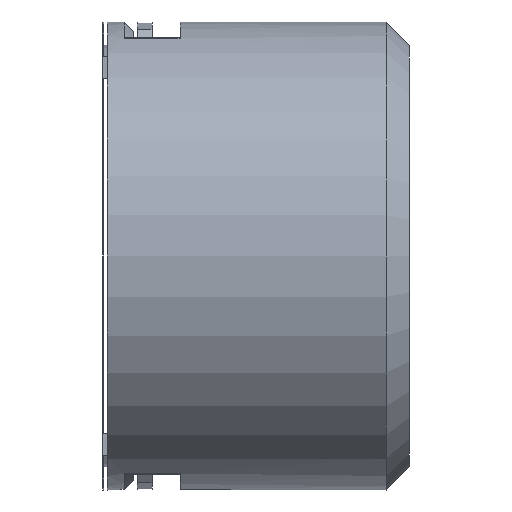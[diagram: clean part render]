
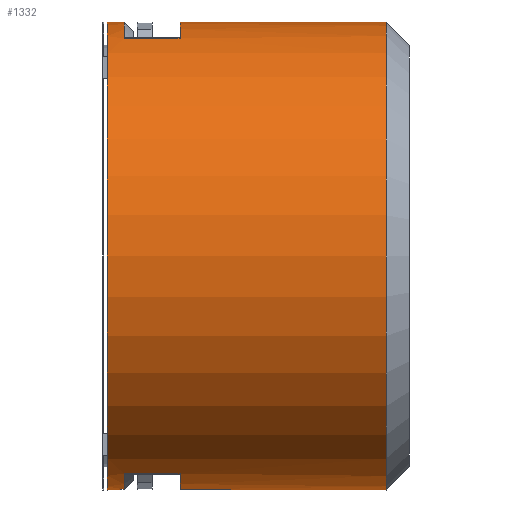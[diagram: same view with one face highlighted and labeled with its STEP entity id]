
A CAD part, front view. The second image highlights one B-rep face of the part: STEP entity #1332.
In plain terms, the highlighted cylindrical face has radius 12.55 mm (diameter 25.1 mm), a full revolution.
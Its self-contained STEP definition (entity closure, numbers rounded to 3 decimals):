
#37=FACE_BOUND('',#223,.T.);
#149=FACE_OUTER_BOUND('',#222,.T.);
#222=EDGE_LOOP('',(#1077,#1078,#1079,#1080,#1081,#1082,#1083,#1084,#1085,
#1086,#1087,#1088));
#223=EDGE_LOOP('',(#1089,#1090,#1091,#1092));
#272=LINE('',#2005,#381);
#274=LINE('',#2017,#383);
#284=LINE('',#2073,#393);
#286=LINE('',#2085,#395);
#319=LINE('',#2257,#428);
#320=LINE('',#2258,#429);
#381=VECTOR('',#1576,10.);
#383=VECTOR('',#1588,10.);
#393=VECTOR('',#1616,10.);
#395=VECTOR('',#1628,10.);
#428=VECTOR('',#1777,12.55);
#429=VECTOR('',#1778,12.55);
#502=CIRCLE('',#1436,12.55);
#505=CIRCLE('',#1441,12.55);
#506=CIRCLE('',#1442,12.55);
#509=CIRCLE('',#1447,12.55);
#511=CIRCLE('',#1450,12.55);
#514=CIRCLE('',#1453,12.55);
#524=CIRCLE('',#1484,12.55);
#525=CIRCLE('',#1487,12.55);
#562=VERTEX_POINT('',#1990);
#564=VERTEX_POINT('',#2004);
#568=VERTEX_POINT('',#2014);
#569=VERTEX_POINT('',#2016);
#580=VERTEX_POINT('',#2058);
#582=VERTEX_POINT('',#2072);
#586=VERTEX_POINT('',#2082);
#587=VERTEX_POINT('',#2084);
#592=VERTEX_POINT('',#2117);
#594=VERTEX_POINT('',#2128);
#627=VERTEX_POINT('',#2250);
#628=VERTEX_POINT('',#2255);
#695=EDGE_CURVE('',#562,#564,#272,.T.);
#701=EDGE_CURVE('',#568,#569,#274,.T.);
#717=EDGE_CURVE('',#580,#582,#284,.T.);
#723=EDGE_CURVE('',#586,#587,#286,.T.);
#732=EDGE_CURVE('',#587,#580,#502,.T.);
#735=EDGE_CURVE('',#569,#592,#505,.T.);
#736=EDGE_CURVE('',#592,#562,#506,.T.);
#739=EDGE_CURVE('',#586,#582,#509,.T.);
#741=EDGE_CURVE('',#568,#594,#511,.T.);
#744=EDGE_CURVE('',#594,#564,#514,.T.);
#794=EDGE_CURVE('',#627,#627,#524,.T.);
#795=EDGE_CURVE('',#628,#628,#525,.T.);
#796=EDGE_CURVE('',#628,#592,#319,.T.);
#797=EDGE_CURVE('',#594,#627,#320,.T.);
#1077=ORIENTED_EDGE('',*,*,#795,.F.);
#1078=ORIENTED_EDGE('',*,*,#796,.T.);
#1079=ORIENTED_EDGE('',*,*,#735,.F.);
#1080=ORIENTED_EDGE('',*,*,#701,.F.);
#1081=ORIENTED_EDGE('',*,*,#741,.T.);
#1082=ORIENTED_EDGE('',*,*,#797,.T.);
#1083=ORIENTED_EDGE('',*,*,#794,.F.);
#1084=ORIENTED_EDGE('',*,*,#797,.F.);
#1085=ORIENTED_EDGE('',*,*,#744,.T.);
#1086=ORIENTED_EDGE('',*,*,#695,.F.);
#1087=ORIENTED_EDGE('',*,*,#736,.F.);
#1088=ORIENTED_EDGE('',*,*,#796,.F.);
#1089=ORIENTED_EDGE('',*,*,#732,.F.);
#1090=ORIENTED_EDGE('',*,*,#723,.F.);
#1091=ORIENTED_EDGE('',*,*,#739,.T.);
#1092=ORIENTED_EDGE('',*,*,#717,.F.);
#1284=CYLINDRICAL_SURFACE('',#1486,12.55);
#1332=ADVANCED_FACE('',(#149,#37),#1284,.T.);
#1436=AXIS2_PLACEMENT_3D('',#2112,#1645,#1646);
#1441=AXIS2_PLACEMENT_3D('',#2118,#1655,#1656);
#1442=AXIS2_PLACEMENT_3D('',#2119,#1657,#1658);
#1447=AXIS2_PLACEMENT_3D('',#2125,#1667,#1668);
#1450=AXIS2_PLACEMENT_3D('',#2129,#1673,#1674);
#1453=AXIS2_PLACEMENT_3D('',#2133,#1679,#1680);
#1484=AXIS2_PLACEMENT_3D('',#2252,#1769,#1770);
#1486=AXIS2_PLACEMENT_3D('',#2254,#1773,#1774);
#1487=AXIS2_PLACEMENT_3D('',#2256,#1775,#1776);
#1576=DIRECTION('',(1.,0.,0.));
#1588=DIRECTION('',(-1.,0.,0.));
#1616=DIRECTION('',(1.,0.,0.));
#1628=DIRECTION('',(-1.,0.,0.));
#1645=DIRECTION('center_axis',(1.,0.,0.));
#1646=DIRECTION('ref_axis',(0.,0.,-1.));
#1655=DIRECTION('center_axis',(1.,0.,0.));
#1656=DIRECTION('ref_axis',(0.,0.,-1.));
#1657=DIRECTION('center_axis',(1.,0.,0.));
#1658=DIRECTION('ref_axis',(0.,0.,-1.));
#1667=DIRECTION('center_axis',(1.,0.,0.));
#1668=DIRECTION('ref_axis',(0.,0.,-1.));
#1673=DIRECTION('center_axis',(1.,0.,0.));
#1674=DIRECTION('ref_axis',(0.,0.,-1.));
#1679=DIRECTION('center_axis',(1.,0.,0.));
#1680=DIRECTION('ref_axis',(0.,0.,-1.));
#1769=DIRECTION('center_axis',(1.,0.,0.));
#1770=DIRECTION('ref_axis',(0.,0.,-1.));
#1773=DIRECTION('center_axis',(-1.,0.,0.));
#1774=DIRECTION('ref_axis',(0.,0.,-1.));
#1775=DIRECTION('center_axis',(-1.,0.,0.));
#1776=DIRECTION('ref_axis',(0.,0.,-1.));
#1777=DIRECTION('',(1.,0.,0.));
#1778=DIRECTION('',(1.,0.,0.));
#1990=CARTESIAN_POINT('',(-11.6,-4.618,11.669));
#2004=CARTESIAN_POINT('',(-8.6,-4.618,11.669));
#2005=CARTESIAN_POINT('',(0.,-4.618,11.669));
#2014=CARTESIAN_POINT('',(-8.6,4.618,11.669));
#2016=CARTESIAN_POINT('',(-11.6,4.618,11.669));
#2017=CARTESIAN_POINT('',(0.,4.618,11.669));
#2058=CARTESIAN_POINT('',(-11.6,4.618,-11.669));
#2072=CARTESIAN_POINT('',(-8.6,4.618,-11.669));
#2073=CARTESIAN_POINT('',(0.,4.618,-11.669));
#2082=CARTESIAN_POINT('',(-8.6,-4.618,-11.669));
#2084=CARTESIAN_POINT('',(-11.6,-4.618,-11.669));
#2085=CARTESIAN_POINT('',(0.,-4.618,-11.669));
#2112=CARTESIAN_POINT('Origin',(-11.6,0.,0.));
#2117=CARTESIAN_POINT('',(-11.6,0.,12.55));
#2118=CARTESIAN_POINT('Origin',(-11.6,0.,0.));
#2119=CARTESIAN_POINT('Origin',(-11.6,0.,0.));
#2125=CARTESIAN_POINT('Origin',(-8.6,0.,0.));
#2128=CARTESIAN_POINT('',(-8.6,0.,12.55));
#2129=CARTESIAN_POINT('Origin',(-8.6,0.,0.));
#2133=CARTESIAN_POINT('Origin',(-8.6,0.,0.));
#2250=CARTESIAN_POINT('',(2.45,0.,12.55));
#2252=CARTESIAN_POINT('Origin',(2.45,0.,0.));
#2254=CARTESIAN_POINT('Origin',(0.,0.,0.));
#2255=CARTESIAN_POINT('',(-12.5,0.,12.55));
#2256=CARTESIAN_POINT('Origin',(-12.5,0.,0.));
#2257=CARTESIAN_POINT('',(0.,0.,12.55));
#2258=CARTESIAN_POINT('',(0.,0.,12.55));
